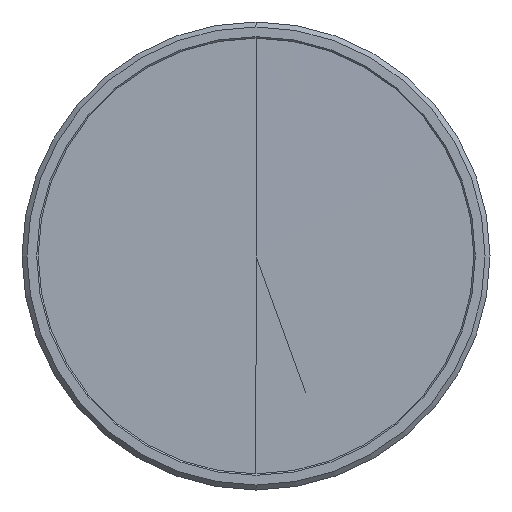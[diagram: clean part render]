
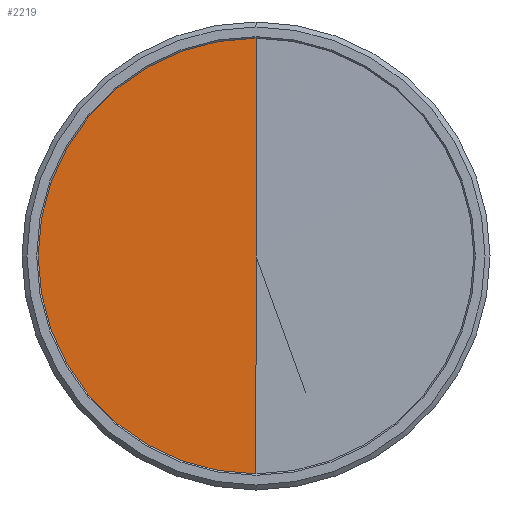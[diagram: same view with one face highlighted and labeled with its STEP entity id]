
A CAD part, left-side view. The second image highlights one B-rep face of the part: STEP entity #2219.
In plain terms, the highlighted conical face has half-angle 89.816 degrees and reference radius 311133 mm.
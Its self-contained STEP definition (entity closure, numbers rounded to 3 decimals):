
#47 = DIRECTION ( 'NONE',  ( 0.003, 0., -1. ) ) ;
#145 = LINE ( 'NONE', #3908, #634 ) ;
#506 = DIRECTION ( 'NONE',  ( 0., 0., -1. ) ) ;
#634 = VECTOR ( 'NONE', #3252, 1000. ) ;
#728 = CONICAL_SURFACE ( 'NONE', #2887, 311133.181, 1.568 ) ;
#871 = CARTESIAN_POINT ( 'NONE',  ( 1000.855, 0., 0. ) ) ;
#1042 = CARTESIAN_POINT ( 'NONE',  ( 0.855, 0., 0. ) ) ;
#1085 = LINE ( 'NONE', #1042, #3208 ) ;
#1206 = CARTESIAN_POINT ( 'NONE',  ( 0.996, 0., 0. ) ) ;
#1401 = VERTEX_POINT ( 'NONE', #3070 ) ;
#1405 = VERTEX_POINT ( 'NONE', #4173 ) ;
#1502 = ORIENTED_EDGE ( 'NONE', *, *, #3064, .T. ) ;
#1800 = EDGE_CURVE ( 'NONE', #1405, #3923, #1085, .T. ) ;
#2219 = ADVANCED_FACE ( 'NONE', ( #3774 ), #728, .T. ) ;
#2238 = ORIENTED_EDGE ( 'NONE', *, *, #2260, .F. ) ;
#2260 = EDGE_CURVE ( 'NONE', #3923, #1401, #2971, .T. ) ;
#2752 = CARTESIAN_POINT ( 'NONE',  ( 0.996, 0., -43.75 ) ) ;
#2887 = AXIS2_PLACEMENT_3D ( 'NONE', #871, #2926, #506 ) ;
#2926 = DIRECTION ( 'NONE',  ( 1., 0., 0. ) ) ;
#2956 = ORIENTED_EDGE ( 'NONE', *, *, #1800, .F. ) ;
#2971 = CIRCLE ( 'NONE', #3428, 43.75 ) ;
#3064 = EDGE_CURVE ( 'NONE', #1405, #1401, #145, .T. ) ;
#3070 = CARTESIAN_POINT ( 'NONE',  ( 0.996, 0., 43.75 ) ) ;
#3122 = EDGE_LOOP ( 'NONE', ( #2956, #1502, #2238 ) ) ;
#3208 = VECTOR ( 'NONE', #47, 1000. ) ;
#3252 = DIRECTION ( 'NONE',  ( 0.003, 0., 1. ) ) ;
#3428 = AXIS2_PLACEMENT_3D ( 'NONE', #1206, #3587, #3928 ) ;
#3587 = DIRECTION ( 'NONE',  ( 1., 0., 0. ) ) ;
#3774 = FACE_OUTER_BOUND ( 'NONE', #3122, .T. ) ;
#3908 = CARTESIAN_POINT ( 'NONE',  ( 0.855, 0., 0. ) ) ;
#3923 = VERTEX_POINT ( 'NONE', #2752 ) ;
#3928 = DIRECTION ( 'NONE',  ( 0., 0., -1. ) ) ;
#4173 = CARTESIAN_POINT ( 'NONE',  ( 0.855, 0., 0. ) ) ;
